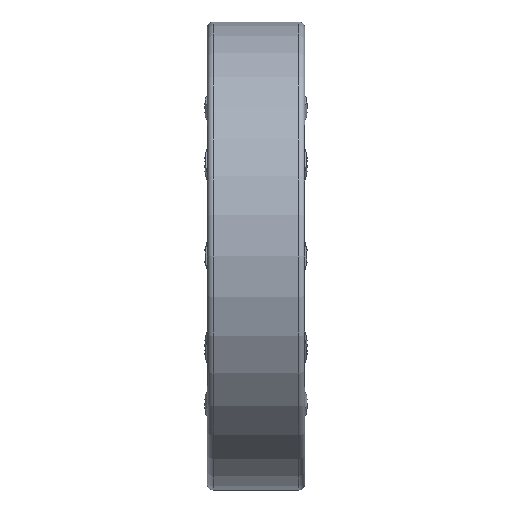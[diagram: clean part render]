
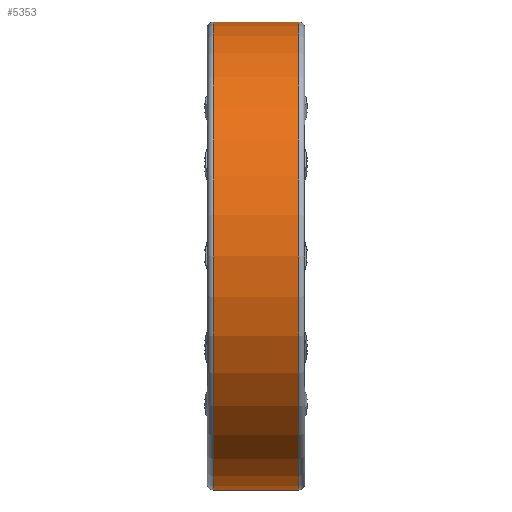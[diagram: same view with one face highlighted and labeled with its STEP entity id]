
A CAD part, front view. The second image highlights one B-rep face of the part: STEP entity #5353.
In plain terms, the highlighted cylindrical face has radius 12 mm (diameter 24 mm), a full revolution.
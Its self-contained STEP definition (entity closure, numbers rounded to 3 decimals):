
#89 = FACE_OUTER_BOUND ( 'NONE', #1018, .T. ) ;
#388 = ORIENTED_EDGE ( 'NONE', *, *, #3255, .F. ) ;
#513 = VERTEX_POINT ( 'NONE', #5418 ) ;
#819 = AXIS2_PLACEMENT_3D ( 'NONE', #1318, #2677, #2231 ) ;
#1018 = EDGE_LOOP ( 'NONE', ( #388 ) ) ;
#1189 = CARTESIAN_POINT ( 'NONE',  ( -2.2, 0., 0. ) ) ;
#1318 = CARTESIAN_POINT ( 'NONE',  ( 2.2, 0., 0. ) ) ;
#1498 = CIRCLE ( 'NONE', #5207, 12. ) ;
#1600 = EDGE_CURVE ( 'NONE', #513, #513, #1498, .T. ) ;
#1910 = DIRECTION ( 'NONE',  ( 0., 0., -1. ) ) ;
#2183 = EDGE_LOOP ( 'NONE', ( #4365 ) ) ;
#2231 = DIRECTION ( 'NONE',  ( 0., 0., -1. ) ) ;
#2461 = CYLINDRICAL_SURFACE ( 'NONE', #5402, 12. ) ;
#2677 = DIRECTION ( 'NONE',  ( 1., 0., 0. ) ) ;
#2753 = CARTESIAN_POINT ( 'NONE',  ( 2.2, 0., -12. ) ) ;
#2836 = DIRECTION ( 'NONE',  ( 1., 0., 0. ) ) ;
#3205 = VERTEX_POINT ( 'NONE', #2753 ) ;
#3255 = EDGE_CURVE ( 'NONE', #3205, #3205, #4825, .T. ) ;
#3798 = CARTESIAN_POINT ( 'NONE',  ( -20.637, 0., 0. ) ) ;
#3859 = FACE_OUTER_BOUND ( 'NONE', #2183, .T. ) ;
#3934 = DIRECTION ( 'NONE',  ( 0., 0., -1. ) ) ;
#4365 = ORIENTED_EDGE ( 'NONE', *, *, #1600, .T. ) ;
#4825 = CIRCLE ( 'NONE', #819, 12. ) ;
#4919 = DIRECTION ( 'NONE',  ( 1., 0., 0. ) ) ;
#5207 = AXIS2_PLACEMENT_3D ( 'NONE', #1189, #4919, #3934 ) ;
#5353 = ADVANCED_FACE ( 'NONE', ( #3859, #89 ), #2461, .T. ) ;
#5402 = AXIS2_PLACEMENT_3D ( 'NONE', #3798, #2836, #1910 ) ;
#5418 = CARTESIAN_POINT ( 'NONE',  ( -2.2, 0., -12. ) ) ;
